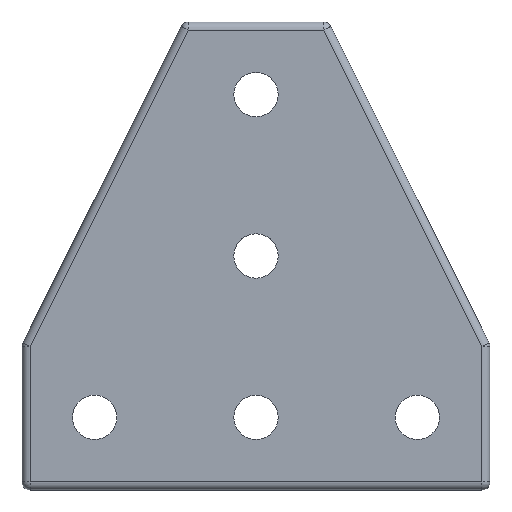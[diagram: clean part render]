
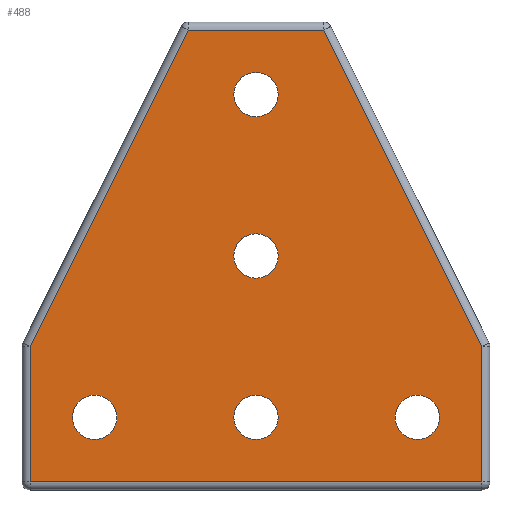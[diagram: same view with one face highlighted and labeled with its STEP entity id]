
A CAD part, top view. The second image highlights one B-rep face of the part: STEP entity #488.
In plain terms, the highlighted planar face has unit normal (0, 0, 1).
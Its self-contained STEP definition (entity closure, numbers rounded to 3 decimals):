
#25=FACE_BOUND('',#80,.T.);
#26=FACE_BOUND('',#81,.T.);
#27=FACE_BOUND('',#82,.T.);
#28=FACE_BOUND('',#83,.T.);
#29=FACE_BOUND('',#84,.T.);
#35=PLANE('',#544);
#48=FACE_OUTER_BOUND('',#79,.T.);
#79=EDGE_LOOP('',(#348,#349,#350,#351,#352,#353));
#80=EDGE_LOOP('',(#354));
#81=EDGE_LOOP('',(#355));
#82=EDGE_LOOP('',(#356));
#83=EDGE_LOOP('',(#357));
#84=EDGE_LOOP('',(#358));
#120=LINE('',#801,#155);
#121=LINE('',#803,#156);
#122=LINE('',#805,#157);
#123=LINE('',#807,#158);
#124=LINE('',#809,#159);
#125=LINE('',#810,#160);
#155=VECTOR('',#636,1000.);
#156=VECTOR('',#637,1000.);
#157=VECTOR('',#638,1000.);
#158=VECTOR('',#639,1000.);
#159=VECTOR('',#640,1000.);
#160=VECTOR('',#641,1000.);
#185=CIRCLE('',#530,2.75);
#187=CIRCLE('',#533,2.75);
#189=CIRCLE('',#536,2.75);
#191=CIRCLE('',#539,2.75);
#193=CIRCLE('',#542,2.75);
#219=VERTEX_POINT('',#769);
#221=VERTEX_POINT('',#775);
#223=VERTEX_POINT('',#781);
#225=VERTEX_POINT('',#787);
#227=VERTEX_POINT('',#793);
#229=VERTEX_POINT('',#799);
#230=VERTEX_POINT('',#800);
#231=VERTEX_POINT('',#802);
#232=VERTEX_POINT('',#804);
#233=VERTEX_POINT('',#806);
#234=VERTEX_POINT('',#808);
#259=EDGE_CURVE('',#219,#219,#185,.T.);
#262=EDGE_CURVE('',#221,#221,#187,.T.);
#265=EDGE_CURVE('',#223,#223,#189,.T.);
#268=EDGE_CURVE('',#225,#225,#191,.T.);
#271=EDGE_CURVE('',#227,#227,#193,.T.);
#274=EDGE_CURVE('',#229,#230,#120,.T.);
#275=EDGE_CURVE('',#230,#231,#121,.T.);
#276=EDGE_CURVE('',#231,#232,#122,.T.);
#277=EDGE_CURVE('',#232,#233,#123,.T.);
#278=EDGE_CURVE('',#233,#234,#124,.T.);
#279=EDGE_CURVE('',#234,#229,#125,.T.);
#348=ORIENTED_EDGE('',*,*,#274,.T.);
#349=ORIENTED_EDGE('',*,*,#275,.T.);
#350=ORIENTED_EDGE('',*,*,#276,.T.);
#351=ORIENTED_EDGE('',*,*,#277,.T.);
#352=ORIENTED_EDGE('',*,*,#278,.T.);
#353=ORIENTED_EDGE('',*,*,#279,.T.);
#354=ORIENTED_EDGE('',*,*,#262,.F.);
#355=ORIENTED_EDGE('',*,*,#268,.F.);
#356=ORIENTED_EDGE('',*,*,#271,.F.);
#357=ORIENTED_EDGE('',*,*,#265,.F.);
#358=ORIENTED_EDGE('',*,*,#259,.F.);
#488=ADVANCED_FACE('',(#48,#25,#26,#27,#28,#29),#35,.F.);
#530=AXIS2_PLACEMENT_3D('',#770,#601,#602);
#533=AXIS2_PLACEMENT_3D('',#776,#608,#609);
#536=AXIS2_PLACEMENT_3D('',#782,#615,#616);
#539=AXIS2_PLACEMENT_3D('',#788,#622,#623);
#542=AXIS2_PLACEMENT_3D('',#794,#629,#630);
#544=AXIS2_PLACEMENT_3D('',#798,#634,#635);
#601=DIRECTION('center_axis',(0.,0.,1.));
#602=DIRECTION('ref_axis',(1.,0.,0.));
#608=DIRECTION('center_axis',(0.,0.,1.));
#609=DIRECTION('ref_axis',(1.,0.,0.));
#615=DIRECTION('center_axis',(0.,0.,1.));
#616=DIRECTION('ref_axis',(1.,0.,0.));
#622=DIRECTION('center_axis',(0.,0.,1.));
#623=DIRECTION('ref_axis',(1.,0.,0.));
#629=DIRECTION('center_axis',(0.,0.,1.));
#630=DIRECTION('ref_axis',(1.,0.,0.));
#634=DIRECTION('center_axis',(0.,0.,-1.));
#635=DIRECTION('ref_axis',(-1.,0.,0.));
#636=DIRECTION('',(-0.447,-0.894,0.));
#637=DIRECTION('',(0.,-1.,0.));
#638=DIRECTION('',(1.,0.,0.));
#639=DIRECTION('',(0.,1.,0.));
#640=DIRECTION('',(-0.447,0.894,0.));
#641=DIRECTION('',(-1.,0.,0.));
#769=CARTESIAN_POINT('',(31.75,49.,2.));
#770=CARTESIAN_POINT('Origin',(29.,49.,2.));
#775=CARTESIAN_POINT('',(31.75,29.,2.));
#776=CARTESIAN_POINT('Origin',(29.,29.,2.));
#781=CARTESIAN_POINT('',(51.75,9.,2.));
#782=CARTESIAN_POINT('Origin',(49.,9.,2.));
#787=CARTESIAN_POINT('',(31.75,9.,2.));
#788=CARTESIAN_POINT('Origin',(29.,9.,2.));
#793=CARTESIAN_POINT('',(11.75,9.,2.));
#794=CARTESIAN_POINT('Origin',(9.,9.,2.));
#798=CARTESIAN_POINT('Origin',(0.,0.,2.));
#799=CARTESIAN_POINT('',(20.618,57.,2.));
#800=CARTESIAN_POINT('',(1.,17.764,2.));
#801=CARTESIAN_POINT('',(-6.306,3.153,2.));
#802=CARTESIAN_POINT('',(1.,1.,2.));
#803=CARTESIAN_POINT('',(1.,0.,2.));
#804=CARTESIAN_POINT('',(57.,1.,2.));
#805=CARTESIAN_POINT('',(0.,1.,2.));
#806=CARTESIAN_POINT('',(57.,17.764,2.));
#807=CARTESIAN_POINT('',(57.,0.,2.));
#808=CARTESIAN_POINT('',(37.382,57.,2.));
#809=CARTESIAN_POINT('',(52.706,26.353,2.));
#810=CARTESIAN_POINT('',(0.,57.,2.));
